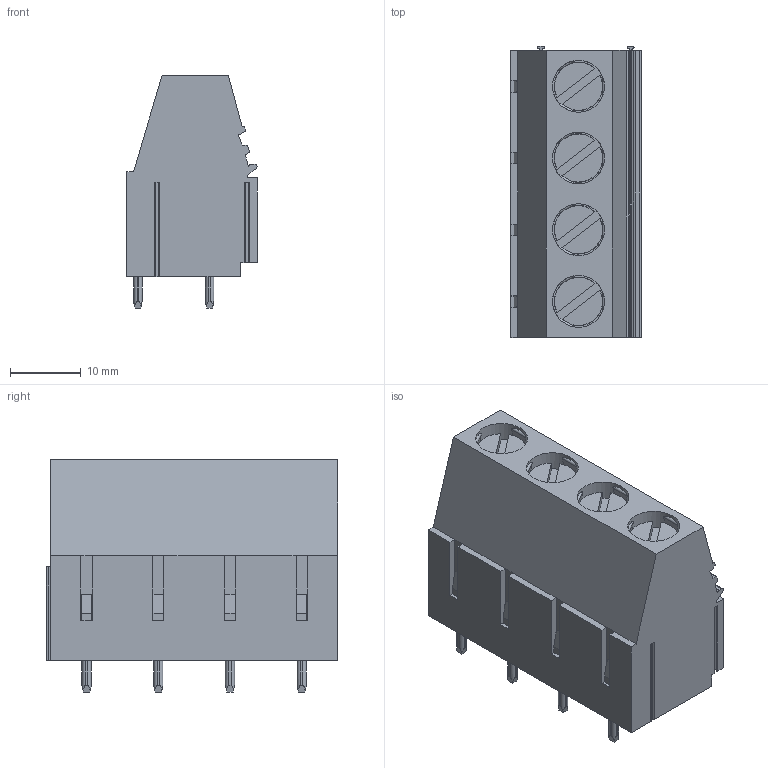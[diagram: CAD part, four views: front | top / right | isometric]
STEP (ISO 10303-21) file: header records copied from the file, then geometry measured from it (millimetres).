
FILE_DESCRIPTION(/* description */ ('Unknown'),/* implementation_level */ '2;1');
FILE_NAME(/* name */ 'MH120-016M404-20230630',/* time_stamp */ '2023-07-03T11:16:30+08:00',/* author */ ('Unknown'),/* organization */ ('Unknown'),/* preprocessor_version */ 'ST-DEVELOPER v16.7',/* originating_system */ 'DEX',/* authorisation */ $);
FILE_SCHEMA (('AUTOMOTIVE_DESIGN {1 0 10303 214 3 1 1}'));
Length unit declared in the file: millimetre
Products named in the file (1): MH120-016M404-20230630
Bounding box: 18.5 x 41.24 x 33 mm (x, y, z)
Volume: 16840.2 mm3; surface area: 5769.5 mm2
Topology: 1 solids, 1 shells, 388 faces, 1090 edges, 724 vertices
Faces by surface type: plane 280, cylinder 100, cone 8
Full cylindrical faces by diameter (mm): 7.35 x4
Entity records: 14144 total; most frequent: CARTESIAN_POINT 3891, ORIENTED_EDGE 2164, DIRECTION 2120, EDGE_CURVE 1082, LINE 782, VECTOR 782, VERTEX_POINT 720, AXIS2_PLACEMENT_3D 669
